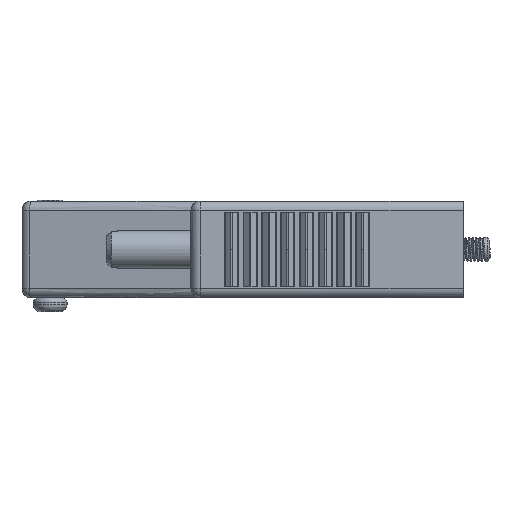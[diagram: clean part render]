
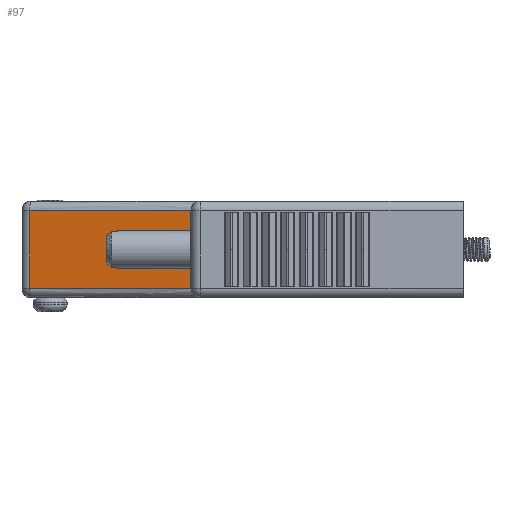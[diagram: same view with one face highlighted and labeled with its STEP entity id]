
A CAD part, left-side view. The second image highlights one B-rep face of the part: STEP entity #97.
In plain terms, the highlighted planar face has unit normal (-0.985, 0.174, 0).
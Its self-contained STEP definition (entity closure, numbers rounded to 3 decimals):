
#30=CARTESIAN_POINT('',(-33.88,23.502,-5.149));
#31=DIRECTION('',(-0.174,-0.985,0.));
#32=DIRECTION('',(-0.985,0.174,0.));
#33=AXIS2_PLACEMENT_3D('',#30,#32,#31);
#34=PLANE('',#33);
#35=CARTESIAN_POINT('',(-35.306,15.418,-5.149));
#36=VERTEX_POINT('',#35);
#37=CARTESIAN_POINT('',(-35.467,14.502,-4.335));
#38=VERTEX_POINT('',#37);
#39=CARTESIAN_POINT('',(-37.431,3.366,-5.147));
#40=DIRECTION('',(0.174,0.985,0.));
#41=DIRECTION('',(0.985,-0.174,0.));
#42=AXIS2_PLACEMENT_3D('',#39,#41,#40);
#43=ELLIPSE('',#42,12.237,2.125);
#44=TRIMMED_CURVE('',#43,(PARAMETER_VALUE(0.)),(PARAMETER_VALUE(0.392)),.T.,.PARAMETER.);
#45=EDGE_CURVE('',#36,#38,#44,.T.);
#46=ORIENTED_EDGE('',*,*,#45,.T.);
#47=CARTESIAN_POINT('',(-35.467,14.502,-0.997));
#48=VERTEX_POINT('',#47);
#49=CARTESIAN_POINT('',(-35.467,14.502,-4.335));
#50=DIRECTION('',(0.,0.,1.));
#51=VECTOR('',#50,3.338);
#52=LINE('',#49,#51);
#53=EDGE_CURVE('',#38,#48,#52,.T.);
#54=ORIENTED_EDGE('',*,*,#53,.T.);
#55=CARTESIAN_POINT('',(-32.439,31.676,-0.997));
#56=VERTEX_POINT('',#55);
#57=CARTESIAN_POINT('',(-35.467,14.502,-0.997));
#58=DIRECTION('',(0.174,0.985,0.));
#59=VECTOR('',#58,17.439);
#60=LINE('',#57,#59);
#61=EDGE_CURVE('',#48,#56,#60,.T.);
#62=ORIENTED_EDGE('',*,*,#61,.T.);
#63=CARTESIAN_POINT('',(-32.439,31.676,-9.3));
#64=VERTEX_POINT('',#63);
#65=CARTESIAN_POINT('',(-32.439,31.676,-0.997));
#66=DIRECTION('',(0.,0.,-1.));
#67=VECTOR('',#66,8.303);
#68=LINE('',#65,#67);
#69=EDGE_CURVE('',#56,#64,#68,.T.);
#70=ORIENTED_EDGE('',*,*,#69,.T.);
#71=CARTESIAN_POINT('',(-35.467,14.502,-9.3));
#72=VERTEX_POINT('',#71);
#73=CARTESIAN_POINT('',(-32.439,31.676,-9.3));
#74=DIRECTION('',(-0.174,-0.985,0.));
#75=VECTOR('',#74,17.439);
#76=LINE('',#73,#75);
#77=EDGE_CURVE('',#64,#72,#76,.T.);
#78=ORIENTED_EDGE('',*,*,#77,.T.);
#79=CARTESIAN_POINT('',(-35.467,14.502,-5.962));
#80=VERTEX_POINT('',#79);
#81=CARTESIAN_POINT('',(-35.467,14.502,-5.962));
#82=DIRECTION('',(0.,0.,-1.));
#83=VECTOR('',#82,3.338);
#84=LINE('',#81,#83);
#85=EDGE_CURVE('',#80,#72,#84,.T.);
#86=ORIENTED_EDGE('',*,*,#85,.F.);
#87=CARTESIAN_POINT('',(-37.431,3.366,-5.15));
#88=DIRECTION('',(0.174,0.985,0.));
#89=DIRECTION('',(0.985,-0.174,0.));
#90=AXIS2_PLACEMENT_3D('',#87,#89,#88);
#91=ELLIPSE('',#90,12.237,2.125);
#92=TRIMMED_CURVE('',#91,(PARAMETER_VALUE(5.891)),(PARAMETER_VALUE(0.)),.T.,.PARAMETER.);
#93=EDGE_CURVE('',#80,#36,#92,.T.);
#94=ORIENTED_EDGE('',*,*,#93,.T.);
#95=EDGE_LOOP('',(#46,#54,#62,#70,#78,#86,#94));
#96=FACE_OUTER_BOUND('',#95,.T.);
#97=ADVANCED_FACE('',(#96),#34,.T.);
